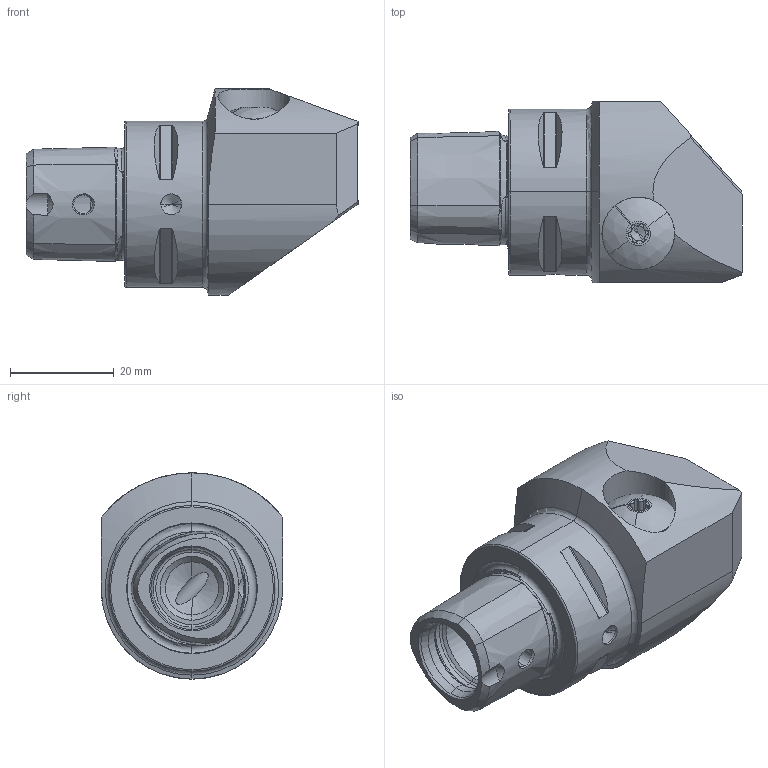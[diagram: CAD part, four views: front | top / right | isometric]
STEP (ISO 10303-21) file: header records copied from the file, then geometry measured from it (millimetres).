
FILE_DESCRIPTION (( 'STEP AP214' ), '1' );
FILE_NAME ('PS3.LW4.RF0.045.STEP', '2023-11-29T08:05:13', ( '' ), ( '' ), 'SwSTEP 2.0', 'SolidWorks 2017', '' );
FILE_SCHEMA (( 'AUTOMOTIVE_DESIGN' ));
Length unit declared in the file: millimetre
Products named in the file (6): PS3.LW4.RF0.045; PS3-LW4.RF0.045_A; KVT_MB_600_040; DIN 3771 - 10x1; LW4-ER1.014.019_D_Standard<Wie bearbeitet>; LW4-ER1.014.019
Assembly tree (6 placements, depth 3):
  PS3.LW4.RF0.045
    PS3-LW4.RF0.045_A
    LW4-ER1.014.019
      LW4-ER1.014.019_D_Standard<Wie bearbeitet>
      DIN 3771 - 10x1  x2
    KVT_MB_600_040
Bounding box: 64 x 35 x 39.75 mm (x, y, z)
Volume: 37204.4 mm3; surface area: 11934.8 mm2
Topology: 6 solids, 6 shells, 327 faces, 801 edges, 480 vertices
Faces by surface type: cylinder 98, cone 88, plane 70, torus 54, bspline 9, sphere 8
Entity records: 11407 total; most frequent: CARTESIAN_POINT 3754, DIRECTION 1585, ORIENTED_EDGE 1548, EDGE_CURVE 774, AXIS2_PLACEMENT_3D 665, VERTEX_POINT 471, EDGE_LOOP 343, CIRCLE 341
